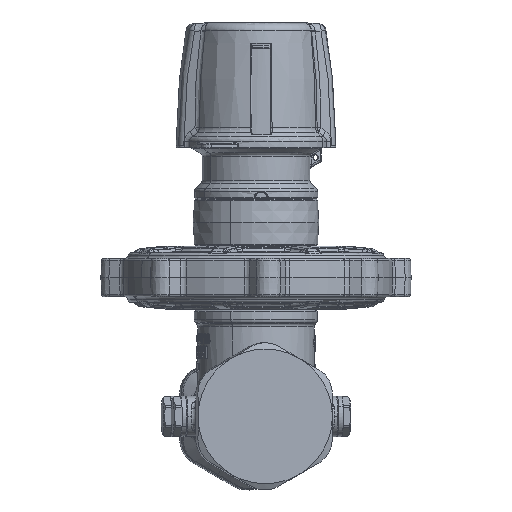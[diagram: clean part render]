
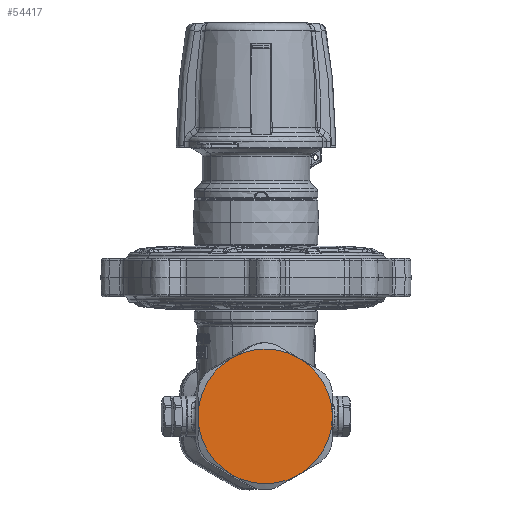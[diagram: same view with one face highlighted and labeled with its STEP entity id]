
A CAD part, front view. The second image highlights one B-rep face of the part: STEP entity #54417.
In plain terms, the highlighted planar face has unit normal (0.083, -0.997, 0).
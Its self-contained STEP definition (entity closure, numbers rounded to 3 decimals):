
#51202=CARTESIAN_POINT('Axis2P3D Location',(4.136,-49.829,0.5)) ;
#51206=CARTESIAN_POINT('Vertex',(18.47,-48.639,-25.827)) ;
#51208=CARTESIAN_POINT('Vertex',(19.085,-48.588,-25.481)) ;
#51236=CARTESIAN_POINT('Vertex',(-10.197,-51.018,26.827)) ;
#51239=CARTESIAN_POINT('Axis2P3D Location',(4.136,-49.829,0.5)) ;
#51243=CARTESIAN_POINT('Vertex',(19.085,-48.588,26.481)) ;
#51280=CARTESIAN_POINT('Axis2P3D Location',(4.136,-49.829,0.5)) ;
#51284=CARTESIAN_POINT('Vertex',(-10.812,-51.07,26.481)) ;
#51299=CARTESIAN_POINT('Axis2P3D Location',(4.136,-49.829,0.5)) ;
#51303=CARTESIAN_POINT('Vertex',(-10.812,-51.07,-25.481)) ;
#54378=CARTESIAN_POINT('Axis2P3D Location',(4.136,-49.829,30.5)) ;
#54383=CARTESIAN_POINT('Axis2P3D Location',(4.136,-49.829,0.5)) ;
#54387=CARTESIAN_POINT('Vertex',(34.034,-47.347,0.5)) ;
#54390=CARTESIAN_POINT('Axis2P3D Location',(4.136,-49.829,0.5)) ;
#54395=CARTESIAN_POINT('Axis2P3D Location',(4.136,-49.829,0.5)) ;
#54399=CARTESIAN_POINT('Vertex',(-25.761,-52.31,0.5)) ;
#54402=CARTESIAN_POINT('Axis2P3D Location',(4.136,-49.829,0.5)) ;
#51203=DIRECTION('Axis2P3D Direction',(-0.083,0.997,0.)) ;
#51240=DIRECTION('Axis2P3D Direction',(-0.083,0.997,0.)) ;
#51281=DIRECTION('Axis2P3D Direction',(-0.083,0.997,0.)) ;
#51300=DIRECTION('Axis2P3D Direction',(-0.083,0.997,0.)) ;
#54379=DIRECTION('Axis2P3D Direction',(0.083,-0.997,0.)) ;
#54380=DIRECTION('Axis2P3D XDirection',(0.997,0.083,0.)) ;
#54384=DIRECTION('Axis2P3D Direction',(0.083,-0.997,0.)) ;
#54391=DIRECTION('Axis2P3D Direction',(0.083,-0.997,0.)) ;
#54396=DIRECTION('Axis2P3D Direction',(0.083,-0.997,0.)) ;
#54403=DIRECTION('Axis2P3D Direction',(0.083,-0.997,0.)) ;
#51204=AXIS2_PLACEMENT_3D('Circle Axis2P3D',#51202,#51203,$) ;
#51241=AXIS2_PLACEMENT_3D('Circle Axis2P3D',#51239,#51240,$) ;
#51282=AXIS2_PLACEMENT_3D('Circle Axis2P3D',#51280,#51281,$) ;
#51301=AXIS2_PLACEMENT_3D('Circle Axis2P3D',#51299,#51300,$) ;
#54381=AXIS2_PLACEMENT_3D('Plane Axis2P3D',#54378,#54379,#54380) ;
#54385=AXIS2_PLACEMENT_3D('Circle Axis2P3D',#54383,#54384,$) ;
#54392=AXIS2_PLACEMENT_3D('Circle Axis2P3D',#54390,#54391,$) ;
#54397=AXIS2_PLACEMENT_3D('Circle Axis2P3D',#54395,#54396,$) ;
#54404=AXIS2_PLACEMENT_3D('Circle Axis2P3D',#54402,#54403,$) ;
#51205=CIRCLE('generated circle',#51204,30.) ;
#51242=CIRCLE('generated circle',#51241,30.) ;
#51283=CIRCLE('generated circle',#51282,30.) ;
#51302=CIRCLE('generated circle',#51301,30.) ;
#54386=CIRCLE('generated circle',#54385,30.) ;
#54393=CIRCLE('generated circle',#54392,30.) ;
#54398=CIRCLE('generated circle',#54397,30.) ;
#54405=CIRCLE('generated circle',#54404,30.) ;
#54382=PLANE('',#54381) ;
#51210=EDGE_CURVE('',#51207,#51209,#51205,.F.) ;
#51245=EDGE_CURVE('',#51244,#51237,#51242,.F.) ;
#51286=EDGE_CURVE('',#51237,#51285,#51283,.F.) ;
#51305=EDGE_CURVE('',#51304,#51207,#51302,.F.) ;
#54389=EDGE_CURVE('',#51209,#54388,#54386,.T.) ;
#54394=EDGE_CURVE('',#54388,#51244,#54393,.T.) ;
#54401=EDGE_CURVE('',#51285,#54400,#54398,.T.) ;
#54406=EDGE_CURVE('',#54400,#51304,#54405,.T.) ;
#54408=ORIENTED_EDGE('',*,*,#51305,.T.) ;
#54409=ORIENTED_EDGE('',*,*,#51210,.T.) ;
#54410=ORIENTED_EDGE('',*,*,#54389,.T.) ;
#54411=ORIENTED_EDGE('',*,*,#54394,.T.) ;
#54412=ORIENTED_EDGE('',*,*,#51245,.T.) ;
#54413=ORIENTED_EDGE('',*,*,#51286,.T.) ;
#54414=ORIENTED_EDGE('',*,*,#54401,.T.) ;
#54415=ORIENTED_EDGE('',*,*,#54406,.T.) ;
#54407=EDGE_LOOP('',(#54408,#54409,#54410,#54411,#54412,#54413,#54414,#54415)) ;
#51207=VERTEX_POINT('',#51206) ;
#51209=VERTEX_POINT('',#51208) ;
#51237=VERTEX_POINT('',#51236) ;
#51244=VERTEX_POINT('',#51243) ;
#51285=VERTEX_POINT('',#51284) ;
#51304=VERTEX_POINT('',#51303) ;
#54388=VERTEX_POINT('',#54387) ;
#54400=VERTEX_POINT('',#54399) ;
#54417=ADVANCED_FACE('corpo_11''2\\PartBody',(#54416),#54382,.T.) ;
#54416=FACE_OUTER_BOUND('',#54407,.T.) ;
